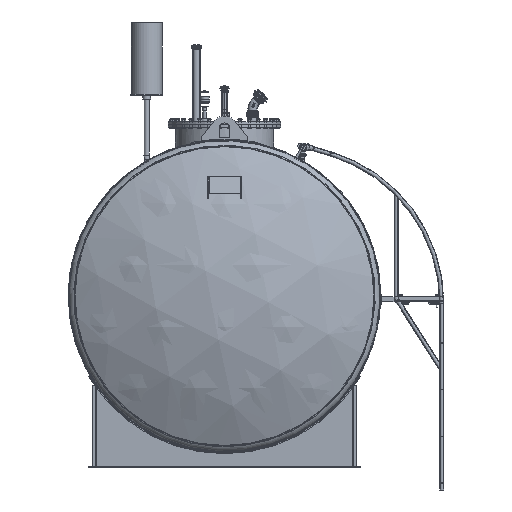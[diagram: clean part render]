
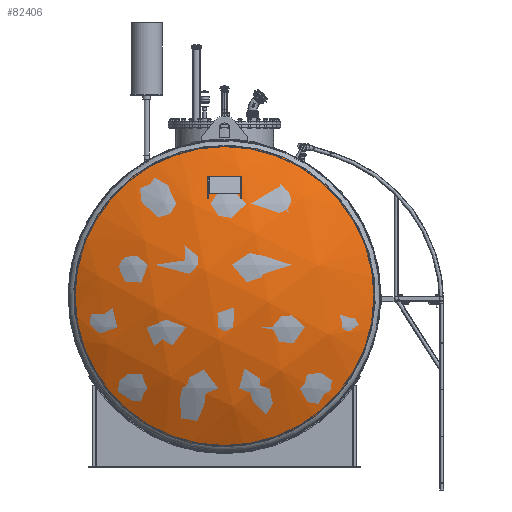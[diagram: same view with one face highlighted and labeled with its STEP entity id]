
A CAD part, left-side view. The second image highlights one B-rep face of the part: STEP entity #82406.
In plain terms, the highlighted spherical face has radius 2011 mm.
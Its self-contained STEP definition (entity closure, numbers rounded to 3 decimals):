
#2668=SPHERICAL_SURFACE('',#87716,2011.);
#5353=FACE_OUTER_BOUND('',#10173,.T.);
#10173=EDGE_LOOP('',(#51760));
#15784=CIRCLE('',#87714,967.72);
#32001=VERTEX_POINT('',#118518);
#39729=EDGE_CURVE('',#32001,#32001,#15784,.T.);
#51760=ORIENTED_EDGE('',*,*,#39729,.T.);
#82406=ADVANCED_FACE('',(#5353),#2668,.T.);
#87714=AXIS2_PLACEMENT_3D('',#118519,#95814,#95815);
#87716=AXIS2_PLACEMENT_3D('',#118521,#95818,#95819);
#95814=DIRECTION('center_axis',(-1.,0.,0.));
#95815=DIRECTION('ref_axis',(0.,-0.797,0.604));
#95818=DIRECTION('center_axis',(0.,0.604,
0.797));
#95819=DIRECTION('ref_axis',(0.,-0.797,0.604));
#118518=CARTESIAN_POINT('',(-86.804,584.035,771.611));
#118519=CARTESIAN_POINT('Origin',(-86.804,0.,
0.));
#118521=CARTESIAN_POINT('Origin',(1676.046,0.,
0.));
